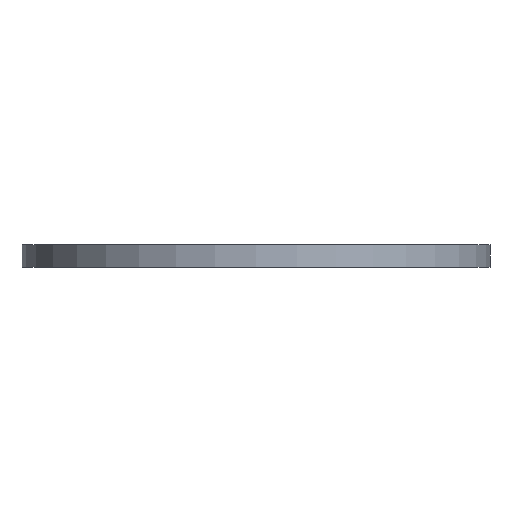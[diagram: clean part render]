
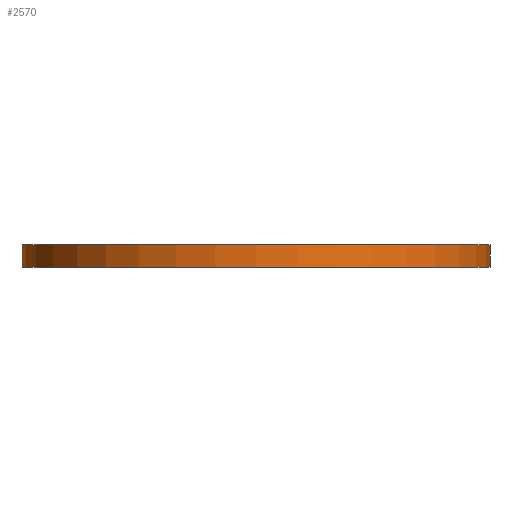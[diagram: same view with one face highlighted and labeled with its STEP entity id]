
A CAD part, front view. The second image highlights one B-rep face of the part: STEP entity #2570.
In plain terms, the highlighted cylindrical face has radius 26.5 mm (diameter 53 mm), a full revolution.
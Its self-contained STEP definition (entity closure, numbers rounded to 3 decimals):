
#211=CIRCLE('',#2843,26.5);
#212=CIRCLE('',#2844,26.5);
#280=CYLINDRICAL_SURFACE('',#2842,26.5);
#402=FACE_OUTER_BOUND('',#526,.T.);
#526=EDGE_LOOP('',(#2145,#2146,#2147,#2148));
#820=LINE('',#4330,#1050);
#1050=VECTOR('',#3592,26.5);
#1293=VERTEX_POINT('',#4327);
#1294=VERTEX_POINT('',#4329);
#1658=EDGE_CURVE('',#1293,#1293,#211,.T.);
#1659=EDGE_CURVE('',#1293,#1294,#820,.T.);
#1660=EDGE_CURVE('',#1294,#1294,#212,.T.);
#2145=ORIENTED_EDGE('',*,*,#1658,.F.);
#2146=ORIENTED_EDGE('',*,*,#1659,.T.);
#2147=ORIENTED_EDGE('',*,*,#1660,.T.);
#2148=ORIENTED_EDGE('',*,*,#1659,.F.);
#2570=ADVANCED_FACE('',(#402),#280,.T.);
#2842=AXIS2_PLACEMENT_3D('',#4326,#3588,#3589);
#2843=AXIS2_PLACEMENT_3D('',#4328,#3590,#3591);
#2844=AXIS2_PLACEMENT_3D('',#4331,#3593,#3594);
#3588=DIRECTION('center_axis',(0.,0.,1.));
#3589=DIRECTION('ref_axis',(1.,0.,0.));
#3590=DIRECTION('center_axis',(0.,0.,1.));
#3591=DIRECTION('ref_axis',(1.,0.,0.));
#3592=DIRECTION('',(0.,0.,-1.));
#3593=DIRECTION('center_axis',(0.,0.,1.));
#3594=DIRECTION('ref_axis',(1.,0.,0.));
#4326=CARTESIAN_POINT('Origin',(0.,0.,
63.341));
#4327=CARTESIAN_POINT('',(-26.5,0.,65.841));
#4328=CARTESIAN_POINT('Origin',(0.,0.,
65.841));
#4329=CARTESIAN_POINT('',(-26.5,0.,63.341));
#4330=CARTESIAN_POINT('',(-26.5,0.,63.341));
#4331=CARTESIAN_POINT('Origin',(0.,0.,
63.341));
